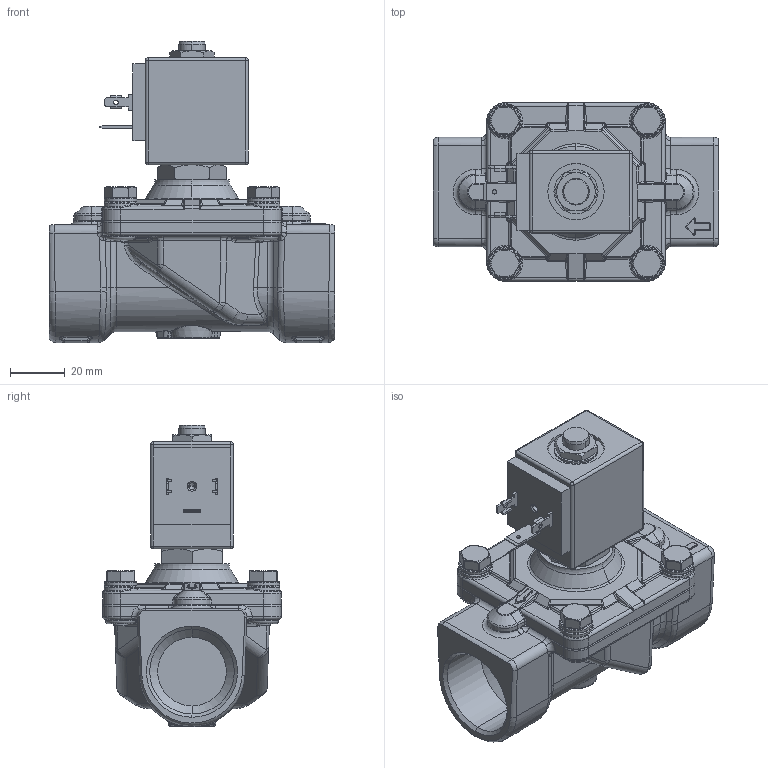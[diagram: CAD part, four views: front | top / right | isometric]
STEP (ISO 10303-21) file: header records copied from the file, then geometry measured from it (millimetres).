
FILE_DESCRIPTION((''),'2;1');
FILE_NAME('21HT6K0Y250_BD_INGOMBRO','2016-11-17T',('manzoniste'),('O.D.E.'),'CREO PARAMETRIC BY PTC INC, 2016130','CREO PARAMETRIC BY PTC INC, 2016130','');
FILE_SCHEMA(('CONFIG_CONTROL_DESIGN'));
Products named in the file (1): 21HT6K0Y250_BD_INGOMBRO
Bounding box: 104 x 65 x 109.7 mm (x, y, z)
Volume: 83483.9 mm3; surface area: 52704.6 mm2
Topology: 1 solids, 6 shells, 1638 faces, 3634 edges, 2050 vertices
Faces by surface type: cylinder 500, plane 367, bspline 347, torus 189, sphere 131, cone 104
Entity records: 68012 total; most frequent: CARTESIAN_POINT 26718, ORIENTED_EDGE 7260, DIRECTION 6628, EDGE_CURVE 3632, AXIS2_PLACEMENT_3D 2691, VERTEX_POINT 2050, PRESENTATION_STYLE_ASSIGNMENT 1859, STYLED_ITEM 1859
